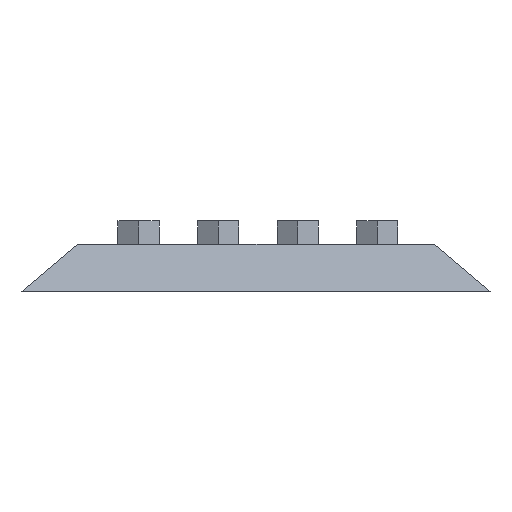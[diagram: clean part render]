
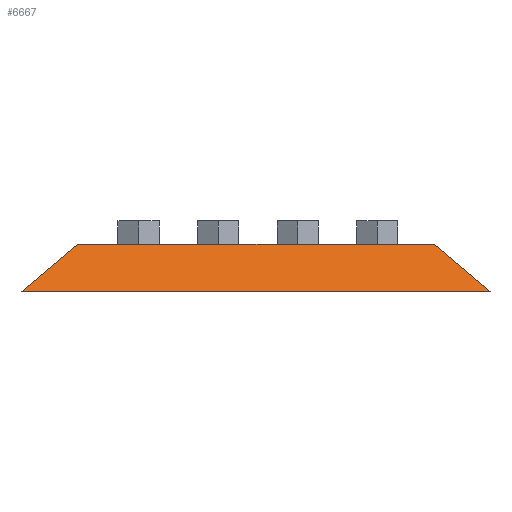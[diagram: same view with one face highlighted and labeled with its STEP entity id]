
A CAD part, left-side view. The second image highlights one B-rep face of the part: STEP entity #6667.
In plain terms, the highlighted planar face has unit normal (-0.643, 0, 0.766).
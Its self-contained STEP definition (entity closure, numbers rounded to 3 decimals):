
#328 = VECTOR ( 'NONE', #874, 1000. ) ;
#545 = FACE_OUTER_BOUND ( 'NONE', #8686, .T. ) ;
#573 = ORIENTED_EDGE ( 'NONE', *, *, #3058, .T. ) ;
#620 = LINE ( 'NONE', #7947, #7124 ) ;
#706 = LINE ( 'NONE', #6948, #328 ) ;
#797 = VERTEX_POINT ( 'NONE', #5076 ) ;
#874 = DIRECTION ( 'NONE',  ( 0.608, -0.608, 0.51 ) ) ;
#1336 = LINE ( 'NONE', #6576, #4961 ) ;
#1863 = DIRECTION ( 'NONE',  ( 0., -1., 0. ) ) ;
#2679 = VECTOR ( 'NONE', #4130, 1000. ) ;
#3058 = EDGE_CURVE ( 'NONE', #797, #5226, #5507, .T. ) ;
#3174 = CARTESIAN_POINT ( 'NONE',  ( 1.192, -1.192, 1. ) ) ;
#3189 = DIRECTION ( 'NONE',  ( -0.608, -0.608, -0.51 ) ) ;
#3245 = PLANE ( 'NONE',  #8111 ) ;
#4130 = DIRECTION ( 'NONE',  ( 0., -1., 0. ) ) ;
#4442 = EDGE_CURVE ( 'NONE', #5513, #5226, #1336, .T. ) ;
#4494 = CARTESIAN_POINT ( 'NONE',  ( 1.192, 0., 1. ) ) ;
#4587 = ORIENTED_EDGE ( 'NONE', *, *, #4442, .F. ) ;
#4668 = CARTESIAN_POINT ( 'NONE',  ( 0., -10., 0. ) ) ;
#4961 = VECTOR ( 'NONE', #3189, 1000. ) ;
#5076 = CARTESIAN_POINT ( 'NONE',  ( 0., 0., 0. ) ) ;
#5078 = DIRECTION ( 'NONE',  ( 0.643, 0., -0.766 ) ) ;
#5156 = CARTESIAN_POINT ( 'NONE',  ( 1.192, -8.808, 1. ) ) ;
#5226 = VERTEX_POINT ( 'NONE', #4668 ) ;
#5454 = ORIENTED_EDGE ( 'NONE', *, *, #7798, .F. ) ;
#5507 = LINE ( 'NONE', #6132, #2679 ) ;
#5513 = VERTEX_POINT ( 'NONE', #5156 ) ;
#5787 = DIRECTION ( 'NONE',  ( 0., -1., 0. ) ) ;
#6132 = CARTESIAN_POINT ( 'NONE',  ( 0., 0., 0. ) ) ;
#6576 = CARTESIAN_POINT ( 'NONE',  ( 4.449, -5.551, 3.733 ) ) ;
#6667 = ADVANCED_FACE ( 'NONE', ( #545 ), #3245, .F. ) ;
#6948 = CARTESIAN_POINT ( 'NONE',  ( 0.751, -0.751, 0.63 ) ) ;
#7124 = VECTOR ( 'NONE', #1863, 1000. ) ;
#7798 = EDGE_CURVE ( 'NONE', #8182, #5513, #620, .T. ) ;
#7929 = ORIENTED_EDGE ( 'NONE', *, *, #8566, .F. ) ;
#7947 = CARTESIAN_POINT ( 'NONE',  ( 1.192, 0., 1. ) ) ;
#8111 = AXIS2_PLACEMENT_3D ( 'NONE', #4494, #5078, #5787 ) ;
#8182 = VERTEX_POINT ( 'NONE', #3174 ) ;
#8566 = EDGE_CURVE ( 'NONE', #797, #8182, #706, .T. ) ;
#8686 = EDGE_LOOP ( 'NONE', ( #7929, #573, #4587, #5454 ) ) ;
